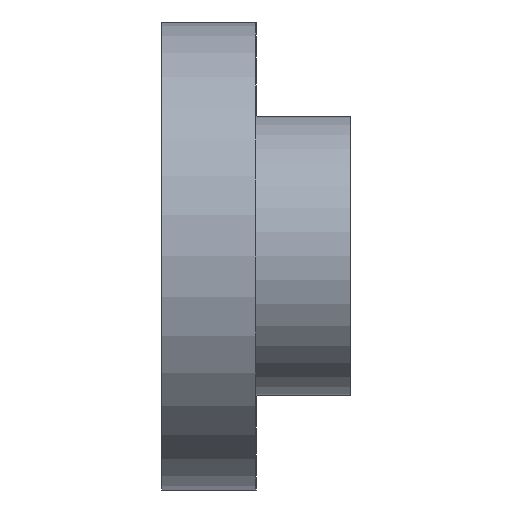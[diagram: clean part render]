
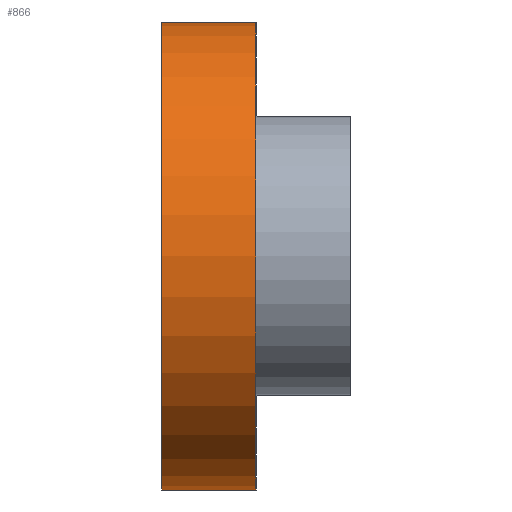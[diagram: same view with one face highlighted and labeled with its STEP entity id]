
A CAD part, left-side view. The second image highlights one B-rep face of the part: STEP entity #866.
In plain terms, the highlighted cylindrical face has radius 6.312 mm (diameter 12.624 mm), a partial arc.
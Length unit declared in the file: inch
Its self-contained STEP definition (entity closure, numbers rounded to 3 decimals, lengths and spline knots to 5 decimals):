
#19=CYLINDRICAL_SURFACE($,#933,0.2485);
#33=CIRCLE($,#878,0.2485);
#39=CIRCLE($,#886,0.2485);
#88=FACE_OUTER_BOUND($,#144,.T.);
#144=EDGE_LOOP($,(#763,#764,#765,#766));
#247=LINE($,#1404,#349);
#248=LINE($,#1406,#350);
#349=VECTOR($,#1156,0.1);
#350=VECTOR($,#1159,0.1);
#366=VERTEX_POINT($,#1201);
#367=VERTEX_POINT($,#1203);
#386=VERTEX_POINT($,#1246);
#387=VERTEX_POINT($,#1248);
#444=EDGE_CURVE($,#366,#367,#33,.T.);
#467=EDGE_CURVE($,#386,#387,#39,.T.);
#543=EDGE_CURVE($,#366,#387,#247,.T.);
#544=EDGE_CURVE($,#367,#386,#248,.T.);
#763=ORIENTED_EDGE($,*,*,#444,.F.);
#764=ORIENTED_EDGE($,*,*,#543,.T.);
#765=ORIENTED_EDGE($,*,*,#467,.F.);
#766=ORIENTED_EDGE($,*,*,#544,.F.);
#866=ADVANCED_FACE($,(#88),#19,.T.);
#878=AXIS2_PLACEMENT_3D($,#1204,#962,#963);
#886=AXIS2_PLACEMENT_3D($,#1249,#995,#996);
#933=AXIS2_PLACEMENT_3D($,#1405,#1157,#1158);
#962=DIRECTION('center_axis',(0.,-1.,0.));
#963=DIRECTION('ref_axis',(0.,0.,1.));
#995=DIRECTION('center_axis',(0.,1.,0.));
#996=DIRECTION('ref_axis',(0.,0.,1.));
#1156=DIRECTION($,(0.,1.,0.));
#1157=DIRECTION('center_axis',(0.,1.,0.));
#1158=DIRECTION('ref_axis',(0.,0.,1.));
#1159=DIRECTION($,(0.,1.,0.));
#1201=CARTESIAN_POINT('',(-1.,0.1,0.2485));
#1203=CARTESIAN_POINT('',(-1.,0.1,-0.2485));
#1204=CARTESIAN_POINT('Origin',(-1.,0.1,0.));
#1246=CARTESIAN_POINT('',(-1.,0.2,-0.2485));
#1248=CARTESIAN_POINT('',(-1.,0.2,0.2485));
#1249=CARTESIAN_POINT('Origin',(-1.,0.2,0.));
#1404=CARTESIAN_POINT($,(-1.,0.1,0.2485));
#1405=CARTESIAN_POINT('Origin',(-1.,0.1,0.));
#1406=CARTESIAN_POINT($,(-1.,0.1,-0.2485));
